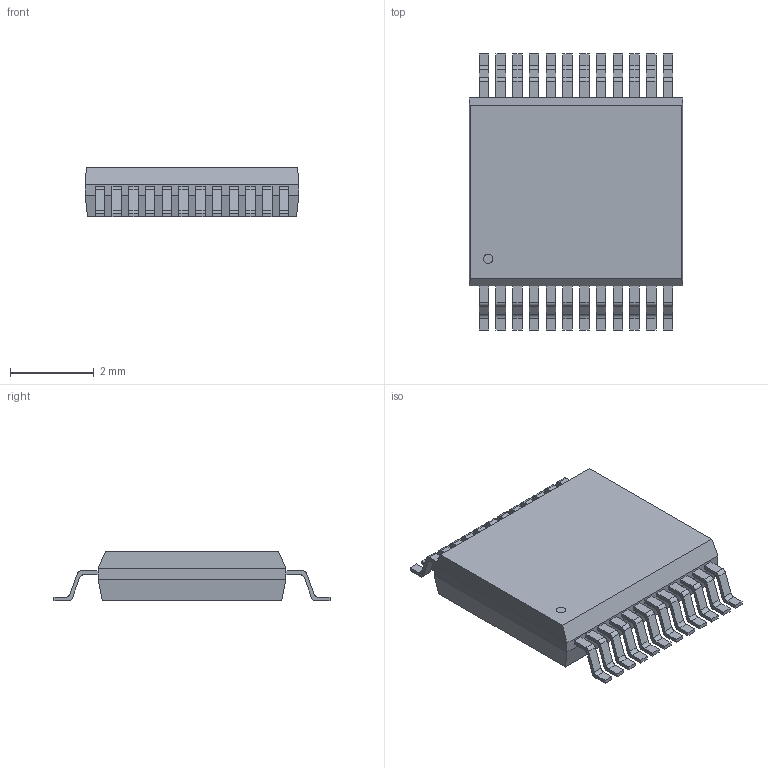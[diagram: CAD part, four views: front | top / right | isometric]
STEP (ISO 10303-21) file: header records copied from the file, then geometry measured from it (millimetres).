
FILE_DESCRIPTION(('FreeCAD Model'),'2;1');
FILE_NAME('part039_cp.step','2018-01-27T00:38:04',( 'kicad StepUp'),('ksu MCAD'),'Open CASCADE STEP processor 7.1', 'FreeCAD','Unknown');
FILE_SCHEMA(('AUTOMOTIVE_DESIGN { 1 0 10303 214 1 1 1 1 }'));
Length unit declared in the file: millimetre
Products named in the file (1): part039_cp
Bounding box: 5.11 x 6.6 x 1.2 mm (x, y, z)
Volume: 0.7 mm3; surface area: 89 mm2
Topology: 25 solids, 39 shells, 353 faces, 923 edges, 634 vertices
Faces by surface type: plane 256, cylinder 97
Full cylindrical faces by diameter (mm): 0.225 x1
Entity records: 25205 total; most frequent: CARTESIAN_POINT 4292, DIRECTION 3509, LINE 2316, VECTOR 2316, ORIENTED_EDGE 1790, PCURVE 1790, DEFINITIONAL_REPRESENTATION 1790, EDGE_CURVE 923
